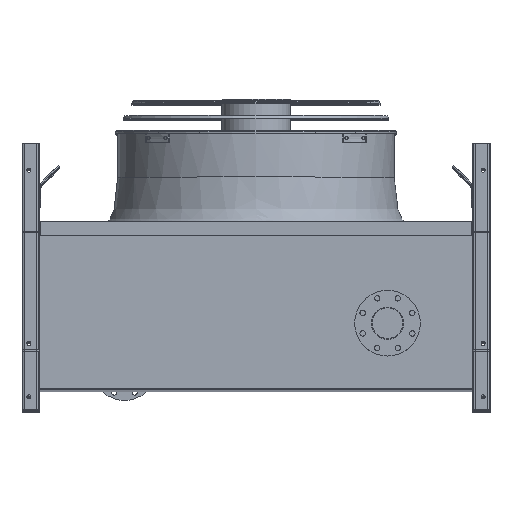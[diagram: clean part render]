
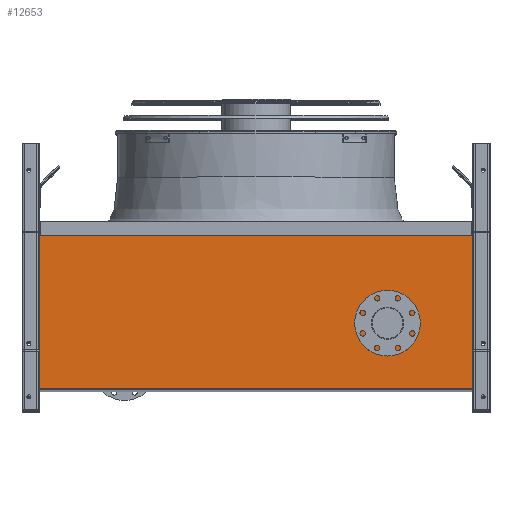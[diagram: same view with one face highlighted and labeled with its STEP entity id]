
A CAD part, top view. The second image highlights one B-rep face of the part: STEP entity #12653.
In plain terms, the highlighted planar face has unit normal (0, 0, 1).
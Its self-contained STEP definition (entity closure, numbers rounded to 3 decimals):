
#1962 = DIRECTION ( 'NONE',  ( 1., 0., 0. ) ) ;
#2055 = LINE ( 'NONE', #3089, #12252 ) ;
#3089 = CARTESIAN_POINT ( 'NONE',  ( -725., 0., 240. ) ) ;
#3932 = AXIS2_PLACEMENT_3D ( 'NONE', #8068, #8053, #8048 ) ;
#4087 = CARTESIAN_POINT ( 'NONE',  ( 725., 515., 240. ) ) ;
#4108 = CIRCLE ( 'NONE', #3932, 54. ) ;
#4181 = DIRECTION ( 'NONE',  ( -1., 0., 0. ) ) ;
#4828 = EDGE_CURVE ( 'NONE', #20834, #20118, #2055, .T. ) ;
#5178 = CARTESIAN_POINT ( 'NONE',  ( 725., 0., 240. ) ) ;
#5606 = EDGE_CURVE ( 'NONE', #5864, #20834, #7947, .T. ) ;
#5864 = VERTEX_POINT ( 'NONE', #14898 ) ;
#6558 = EDGE_CURVE ( 'NONE', #20118, #7339, #14867, .T. ) ;
#6660 = DIRECTION ( 'NONE',  ( 0., 1., 0. ) ) ;
#6777 = CARTESIAN_POINT ( 'NONE',  ( 725., 0., 240. ) ) ;
#6905 = EDGE_CURVE ( 'NONE', #7339, #5864, #16655, .T. ) ;
#6975 = ORIENTED_EDGE ( 'NONE', *, *, #5606, .T. ) ;
#7339 = VERTEX_POINT ( 'NONE', #10301 ) ;
#7549 = EDGE_CURVE ( 'NONE', #22310, #22310, #4108, .T. ) ;
#7947 = LINE ( 'NONE', #19676, #20753 ) ;
#8048 = DIRECTION ( 'NONE',  ( 1., 0., 0. ) ) ;
#8053 = DIRECTION ( 'NONE',  ( 0., 0., 1. ) ) ;
#8068 = CARTESIAN_POINT ( 'NONE',  ( 440., 220., 240. ) ) ;
#9073 = DIRECTION ( 'NONE',  ( 1., 0., 0. ) ) ;
#9115 = DIRECTION ( 'NONE',  ( 0., 0., 1. ) ) ;
#9200 = CARTESIAN_POINT ( 'NONE',  ( 0., 0., 240. ) ) ;
#9230 = PLANE ( 'NONE',  #13670 ) ;
#10301 = CARTESIAN_POINT ( 'NONE',  ( 725., 515., 240. ) ) ;
#11327 = CARTESIAN_POINT ( 'NONE',  ( 494., 220., 240. ) ) ;
#11908 = ORIENTED_EDGE ( 'NONE', *, *, #4828, .T. ) ;
#12252 = VECTOR ( 'NONE', #1962, 1000. ) ;
#12460 = ORIENTED_EDGE ( 'NONE', *, *, #6558, .T. ) ;
#12653 = ADVANCED_FACE ( 'NONE', ( #22505, #18981 ), #9230, .T. ) ;
#12993 = ORIENTED_EDGE ( 'NONE', *, *, #7549, .F. ) ;
#13670 = AXIS2_PLACEMENT_3D ( 'NONE', #9200, #9115, #9073 ) ;
#14867 = LINE ( 'NONE', #6777, #15372 ) ;
#14898 = CARTESIAN_POINT ( 'NONE',  ( -725., 515., 240. ) ) ;
#15372 = VECTOR ( 'NONE', #6660, 1000. ) ;
#15643 = CARTESIAN_POINT ( 'NONE',  ( -725., 0., 240. ) ) ;
#16655 = LINE ( 'NONE', #4087, #19791 ) ;
#16929 = ORIENTED_EDGE ( 'NONE', *, *, #6905, .T. ) ;
#18981 = FACE_BOUND ( 'NONE', #22231, .T. ) ;
#19427 = DIRECTION ( 'NONE',  ( 0., -1., 0. ) ) ;
#19676 = CARTESIAN_POINT ( 'NONE',  ( -725., 515., 240. ) ) ;
#19791 = VECTOR ( 'NONE', #4181, 1000. ) ;
#20118 = VERTEX_POINT ( 'NONE', #5178 ) ;
#20753 = VECTOR ( 'NONE', #19427, 1000. ) ;
#20834 = VERTEX_POINT ( 'NONE', #15643 ) ;
#21060 = EDGE_LOOP ( 'NONE', ( #6975, #11908, #12460, #16929 ) ) ;
#22231 = EDGE_LOOP ( 'NONE', ( #12993 ) ) ;
#22310 = VERTEX_POINT ( 'NONE', #11327 ) ;
#22505 = FACE_OUTER_BOUND ( 'NONE', #21060, .T. ) ;
